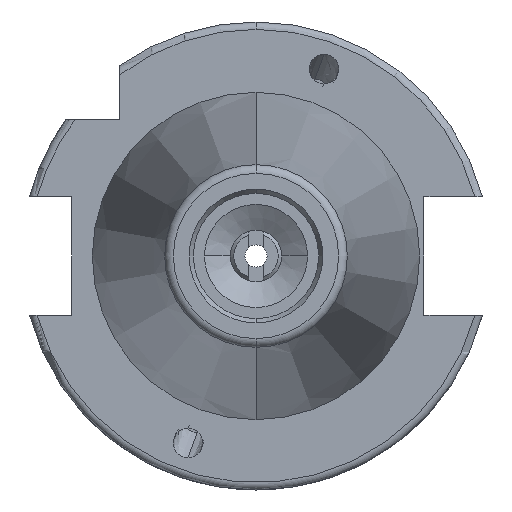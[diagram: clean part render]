
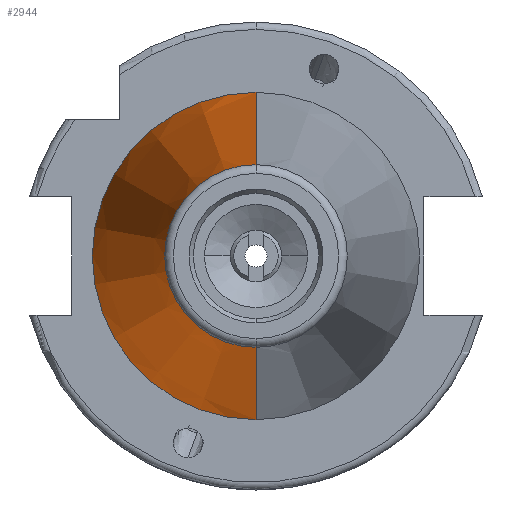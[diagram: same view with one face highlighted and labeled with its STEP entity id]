
A CAD part, left-side view. The second image highlights one B-rep face of the part: STEP entity #2944.
In plain terms, the highlighted conical face has half-angle 8.297 degrees and reference radius 22.225 mm.
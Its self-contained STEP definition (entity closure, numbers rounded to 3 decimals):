
#106 = CARTESIAN_POINT ( 'NONE',  ( 0., -22.225, 0. ) ) ;
#394 = CARTESIAN_POINT ( 'NONE',  ( 0., 22.225, 0. ) ) ;
#739 = EDGE_LOOP ( 'NONE', ( #1584, #5365, #5226, #1174 ) ) ;
#1174 = ORIENTED_EDGE ( 'NONE', *, *, #4292, .F. ) ;
#1356 = VERTEX_POINT ( 'NONE', #394 ) ;
#1399 = AXIS2_PLACEMENT_3D ( 'NONE', #4723, #1438, #5277 ) ;
#1438 = DIRECTION ( 'NONE',  ( -1., 0., 0. ) ) ;
#1487 = EDGE_CURVE ( 'NONE', #7046, #4721, #6415, .T. ) ;
#1584 = ORIENTED_EDGE ( 'NONE', *, *, #5080, .F. ) ;
#1665 = CONICAL_SURFACE ( 'NONE', #6155, 22.225, 0.145 ) ;
#1810 = AXIS2_PLACEMENT_3D ( 'NONE', #5756, #2448, #6312 ) ;
#1837 = FACE_OUTER_BOUND ( 'NONE', #739, .T. ) ;
#1938 = DIRECTION ( 'NONE',  ( 0., 1., 0. ) ) ;
#2006 = VECTOR ( 'NONE', #4514, 1000. ) ;
#2448 = DIRECTION ( 'NONE',  ( -1., 0., 0. ) ) ;
#2944 = ADVANCED_FACE ( 'NONE', ( #1837 ), #1665, .T. ) ;
#3106 = CARTESIAN_POINT ( 'NONE',  ( -67.373, 12.4, 0. ) ) ;
#3426 = EDGE_CURVE ( 'NONE', #4721, #1356, #5255, .T. ) ;
#3990 = DIRECTION ( 'NONE',  ( 0.99, 0.144, 0. ) ) ;
#4195 = VECTOR ( 'NONE', #3990, 1000. ) ;
#4292 = EDGE_CURVE ( 'NONE', #6251, #1356, #7115, .T. ) ;
#4514 = DIRECTION ( 'NONE',  ( 0.99, -0.144, 0. ) ) ;
#4619 = CARTESIAN_POINT ( 'NONE',  ( 0., -22.225, 0. ) ) ;
#4710 = DIRECTION ( 'NONE',  ( 1., 0., 0. ) ) ;
#4721 = VERTEX_POINT ( 'NONE', #4619 ) ;
#4723 = CARTESIAN_POINT ( 'NONE',  ( -67.373, 0., 0. ) ) ;
#5080 = EDGE_CURVE ( 'NONE', #7046, #6251, #5481, .T. ) ;
#5226 = ORIENTED_EDGE ( 'NONE', *, *, #3426, .T. ) ;
#5255 = CIRCLE ( 'NONE', #1810, 22.225 ) ;
#5277 = DIRECTION ( 'NONE',  ( 0., -1., 0. ) ) ;
#5365 = ORIENTED_EDGE ( 'NONE', *, *, #1487, .T. ) ;
#5481 = CIRCLE ( 'NONE', #1399, 12.4 ) ;
#5756 = CARTESIAN_POINT ( 'NONE',  ( 0., 0., 0. ) ) ;
#5974 = CARTESIAN_POINT ( 'NONE',  ( -67.373, -12.4, 0. ) ) ;
#6155 = AXIS2_PLACEMENT_3D ( 'NONE', #6918, #4710, #1938 ) ;
#6251 = VERTEX_POINT ( 'NONE', #3106 ) ;
#6312 = DIRECTION ( 'NONE',  ( 0., -1., 0. ) ) ;
#6415 = LINE ( 'NONE', #106, #2006 ) ;
#6724 = CARTESIAN_POINT ( 'NONE',  ( 0., 22.225, 0. ) ) ;
#6918 = CARTESIAN_POINT ( 'NONE',  ( 0., 0., 0. ) ) ;
#7046 = VERTEX_POINT ( 'NONE', #5974 ) ;
#7115 = LINE ( 'NONE', #6724, #4195 ) ;
